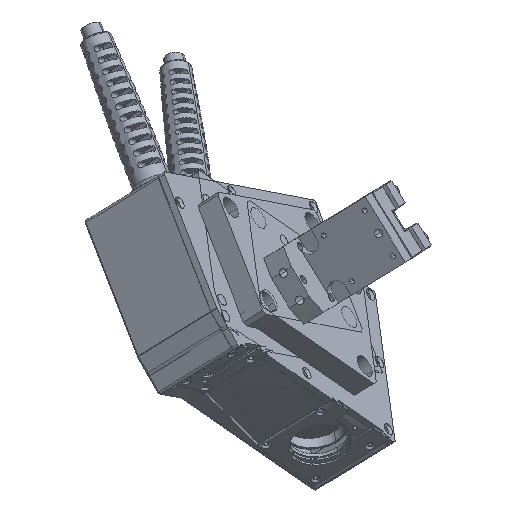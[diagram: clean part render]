
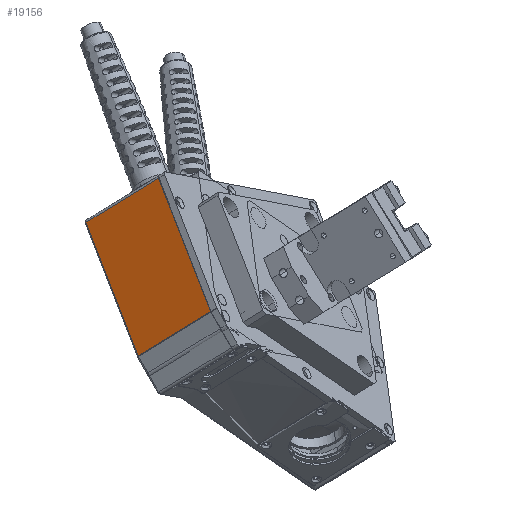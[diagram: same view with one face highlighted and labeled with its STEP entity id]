
A CAD part, top view. The second image highlights one B-rep face of the part: STEP entity #19156.
In plain terms, the highlighted face is planar.
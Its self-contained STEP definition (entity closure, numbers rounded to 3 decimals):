
#58 = VERTEX_POINT ( 'NONE', #24792 ) ;
#1635 = B_SPLINE_CURVE_WITH_KNOTS ( 'NONE', 3,
 ( #23751, #3075, #23930, #10849 ),
 .UNSPECIFIED., .F., .F.,
 ( 4, 4 ),
 ( 0., 1. ),
 .UNSPECIFIED. ) ;
#2496 = FACE_OUTER_BOUND ( 'NONE', #28950, .T. ) ;
#2731 = CARTESIAN_POINT ( 'NONE',  ( 101.422, 3.2, 46.874 ) ) ;
#3075 = CARTESIAN_POINT ( 'NONE',  ( 97.717, 32.733, -0.204 ) ) ;
#3078 = CARTESIAN_POINT ( 'NONE',  ( 97.717, 3.2, -0.204 ) ) ;
#3238 = CARTESIAN_POINT ( 'NONE',  ( 103.275, 3.2, 70.413 ) ) ;
#4155 = DIRECTION ( 'NONE',  ( 0., 1., 0. ) ) ;
#5215 = AXIS2_PLACEMENT_3D ( 'NONE', #20958, #21804, #4155 ) ;
#5524 = VERTEX_POINT ( 'NONE', #24102 ) ;
#5729 = CARTESIAN_POINT ( 'NONE',  ( 97.717, 47.5, -0.204 ) ) ;
#6284 = CARTESIAN_POINT ( 'NONE',  ( 97.717, 47.5, -0.204 ) ) ;
#7935 = CARTESIAN_POINT ( 'NONE',  ( 103.275, 47.5, 70.413 ) ) ;
#10442 = PLANE ( 'NONE',  #5215 ) ;
#10849 = CARTESIAN_POINT ( 'NONE',  ( 97.717, 3.2, -0.204 ) ) ;
#11002 = ORIENTED_EDGE ( 'NONE', *, *, #25957, .F. ) ;
#12700 = ORIENTED_EDGE ( 'NONE', *, *, #22796, .F. ) ;
#13318 = CARTESIAN_POINT ( 'NONE',  ( 99.57, 47.5, 23.335 ) ) ;
#13594 = CARTESIAN_POINT ( 'NONE',  ( 99.57, 3.2, 23.335 ) ) ;
#16578 = CARTESIAN_POINT ( 'NONE',  ( 103.275, 47.5, 70.413 ) ) ;
#18276 = CARTESIAN_POINT ( 'NONE',  ( 103.275, 32.733, 70.413 ) ) ;
#19156 = ADVANCED_FACE ( 'NONE', ( #2496 ), #10442, .F. ) ;
#20163 = VERTEX_POINT ( 'NONE', #6284 ) ;
#20958 = CARTESIAN_POINT ( 'NONE',  ( 107.203, 48.5, 120.323 ) ) ;
#21716 = CARTESIAN_POINT ( 'NONE',  ( 103.275, 3.2, 70.413 ) ) ;
#21804 = DIRECTION ( 'NONE',  ( -0.997, 0., 0.078 ) ) ;
#22796 = EDGE_CURVE ( 'NONE', #20163, #5524, #1635, .T. ) ;
#23267 = ORIENTED_EDGE ( 'NONE', *, *, #26273, .F. ) ;
#23751 = CARTESIAN_POINT ( 'NONE',  ( 97.717, 47.5, -0.204 ) ) ;
#23780 = CARTESIAN_POINT ( 'NONE',  ( 103.275, 17.967, 70.413 ) ) ;
#23930 = CARTESIAN_POINT ( 'NONE',  ( 97.717, 17.967, -0.204 ) ) ;
#24102 = CARTESIAN_POINT ( 'NONE',  ( 97.717, 3.2, -0.204 ) ) ;
#24792 = CARTESIAN_POINT ( 'NONE',  ( 103.275, 3.2, 70.413 ) ) ;
#24874 = B_SPLINE_CURVE_WITH_KNOTS ( 'NONE', 3,
 ( #16578, #29017, #13318, #5729 ),
 .UNSPECIFIED., .F., .F.,
 ( 4, 4 ),
 ( 0., 1. ),
 .UNSPECIFIED. ) ;
#25957 = EDGE_CURVE ( 'NONE', #31250, #20163, #24874, .T. ) ;
#26273 = EDGE_CURVE ( 'NONE', #58, #31250, #33091, .T. ) ;
#26386 = CARTESIAN_POINT ( 'NONE',  ( 103.275, 47.5, 70.413 ) ) ;
#26589 = ORIENTED_EDGE ( 'NONE', *, *, #32209, .F. ) ;
#28950 = EDGE_LOOP ( 'NONE', ( #11002, #23267, #26589, #12700 ) ) ;
#29017 = CARTESIAN_POINT ( 'NONE',  ( 101.422, 47.5, 46.874 ) ) ;
#31250 = VERTEX_POINT ( 'NONE', #26386 ) ;
#32209 = EDGE_CURVE ( 'NONE', #5524, #58, #33842, .T. ) ;
#33091 = B_SPLINE_CURVE_WITH_KNOTS ( 'NONE', 3,
 ( #21716, #23780, #18276, #7935 ),
 .UNSPECIFIED., .F., .F.,
 ( 4, 4 ),
 ( 0., 1. ),
 .UNSPECIFIED. ) ;
#33842 = B_SPLINE_CURVE_WITH_KNOTS ( 'NONE', 3,
 ( #3078, #13594, #2731, #3238 ),
 .UNSPECIFIED., .F., .F.,
 ( 4, 4 ),
 ( 0., 1. ),
 .UNSPECIFIED. ) ;
